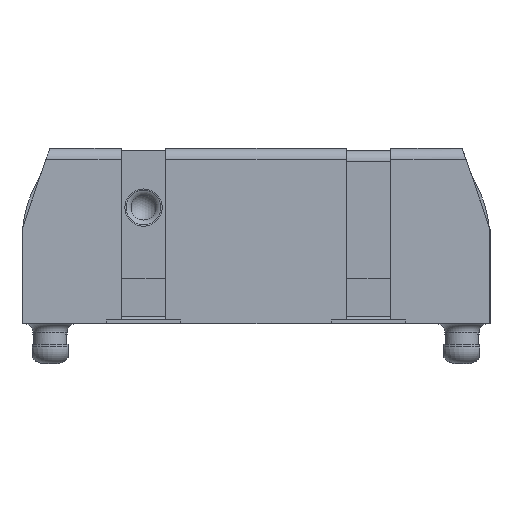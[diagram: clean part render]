
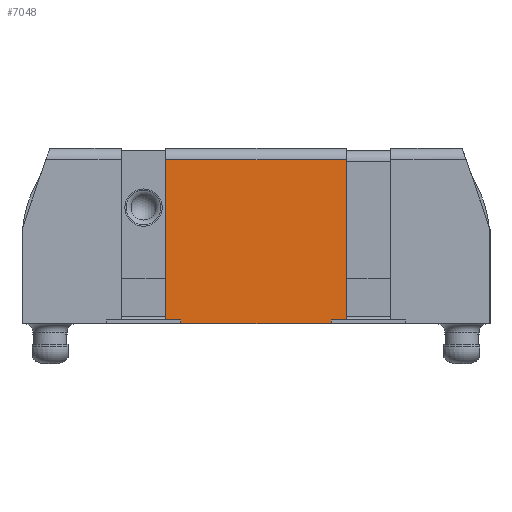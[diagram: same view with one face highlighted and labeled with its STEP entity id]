
A CAD part, left-side view. The second image highlights one B-rep face of the part: STEP entity #7048.
In plain terms, the highlighted planar face has unit normal (-1, 0, 0.018).
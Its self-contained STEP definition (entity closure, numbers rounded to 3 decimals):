
#699=ORIENTED_EDGE('',*,*,#2137,.F.);
#700=ORIENTED_EDGE('',*,*,#2115,.T.);
#701=ORIENTED_EDGE('',*,*,#2138,.F.);
#702=ORIENTED_EDGE('',*,*,#2139,.F.);
#2115=EDGE_CURVE('',#2840,#2838,#3359,.T.);
#2137=EDGE_CURVE('',#2840,#2857,#3378,.T.);
#2138=EDGE_CURVE('',#2858,#2838,#3379,.T.);
#2139=EDGE_CURVE('',#2857,#2858,#3380,.T.);
#2838=VERTEX_POINT('',#9792);
#2840=VERTEX_POINT('',#9795);
#2857=VERTEX_POINT('',#9843);
#2858=VERTEX_POINT('',#9845);
#3359=LINE('',#9794,#4010);
#3378=LINE('',#9842,#4029);
#3379=LINE('',#9844,#4030);
#3380=LINE('',#9846,#4031);
#4010=VECTOR('',#8178,1000.);
#4029=VECTOR('',#8213,1000.);
#4030=VECTOR('',#8214,1000.);
#4031=VECTOR('',#8215,1000.);
#4556=EDGE_LOOP('',(#699,#700,#701,#702));
#4873=FACE_BOUND('',#4556,.T.);
#5162=PLANE('',#7413);
#7048=ADVANCED_FACE('',(#4873),#5162,.F.);
#7413=AXIS2_PLACEMENT_3D('',#9841,#8211,#8212);
#8178=DIRECTION('',(0.,1.,0.));
#8211=DIRECTION('',(1.,0.,-0.017));
#8212=DIRECTION('',(-0.017,0.,-1.));
#8213=DIRECTION('',(-0.017,0.,-1.));
#8214=DIRECTION('',(0.017,0.,1.));
#8215=DIRECTION('',(0.,1.,0.));
#9792=CARTESIAN_POINT('',(-38.285,7.658,13.912));
#9794=CARTESIAN_POINT('',(-38.285,17.518,13.912));
#9795=CARTESIAN_POINT('',(-38.285,-7.658,13.912));
#9841=CARTESIAN_POINT('',(-38.268,17.518,14.91));
#9842=CARTESIAN_POINT('',(-38.268,-7.658,14.91));
#9843=CARTESIAN_POINT('',(-38.528,-7.658,0.001));
#9844=CARTESIAN_POINT('',(-38.268,7.658,14.91));
#9845=CARTESIAN_POINT('',(-38.528,7.658,0.001));
#9846=CARTESIAN_POINT('',(-38.528,17.518,0.001));
